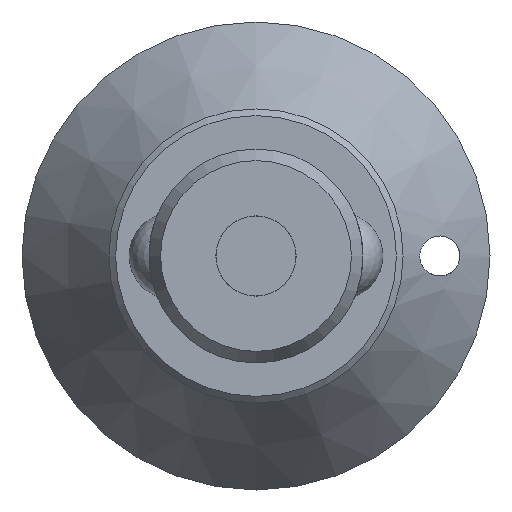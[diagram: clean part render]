
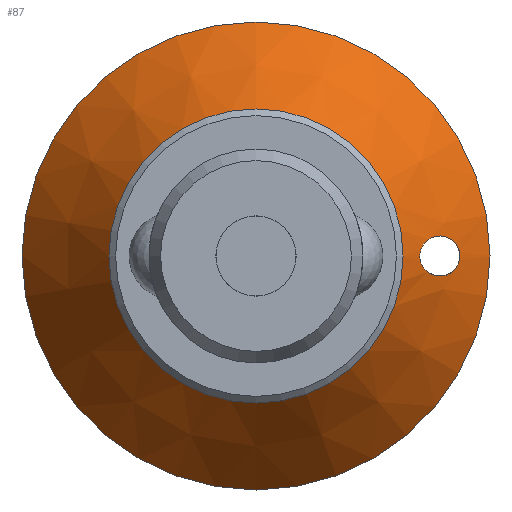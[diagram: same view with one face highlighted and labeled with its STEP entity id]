
A CAD part, front view. The second image highlights one B-rep face of the part: STEP entity #87.
In plain terms, the highlighted conical face has half-angle 34.7 degrees and reference radius 17.5 mm.
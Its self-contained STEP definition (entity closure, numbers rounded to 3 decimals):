
#87 = ADVANCED_FACE( '', ( #199, #200, #201 ), #202, .T. );
#199 = FACE_BOUND( '', #376, .T. );
#200 = FACE_OUTER_BOUND( '', #377, .T. );
#201 = FACE_BOUND( '', #378, .T. );
#202 = CONICAL_SURFACE( '', #379, 17.5, 0.606 );
#376 = EDGE_LOOP( '', ( #542 ) );
#377 = EDGE_LOOP( '', ( #543 ) );
#378 = EDGE_LOOP( '', ( #544 ) );
#379 = AXIS2_PLACEMENT_3D( '', #545, #546, #547 );
#542 = ORIENTED_EDGE( '', *, *, #677, .T. );
#543 = ORIENTED_EDGE( '', *, *, #682, .F. );
#544 = ORIENTED_EDGE( '', *, *, #702, .T. );
#545 = CARTESIAN_POINT( '', ( 0., 36.387, 0. ) );
#546 = DIRECTION( '', ( 0., 1., 0. ) );
#547 = DIRECTION( '', ( 0., 0., 1. ) );
#677 = EDGE_CURVE( '', #761, #761, #762, .T. );
#682 = EDGE_CURVE( '', #769, #769, #770, .T. );
#702 = EDGE_CURVE( '', #799, #799, #800, .T. );
#761 = VERTEX_POINT( '', #937 );
#762 = CIRCLE( '', #938, 11. );
#769 = VERTEX_POINT( '', #1014 );
#770 = CIRCLE( '', #1015, 17.5 );
#799 = VERTEX_POINT( '', #1158 );
#800 = B_SPLINE_CURVE_WITH_KNOTS( '', 3, ( #1159, #1160, #1161, #1162, #1163, #1164, #1165, #1166, #1167, #1168, #1169, #1170, #1171, #1172, #1173, #1174, #1175, #1176, #1177, #1178, #1179, #1180, #1181, #1182, #1183, #1184, #1185, #1186, #1187, #1188, #1189, #1190, #1191, #1192, #1193, #1194, #1195, #1196, #1197, #1198, #1199, #1200, #1201, #1202, #1203, #1204, #1205, #1206, #1207, #1208 ), .UNSPECIFIED., .T., .F., ( 2, 2, 2, 2, 2, 2, 2, 2, 2, 2, 2, 2, 2, 2, 2, 2, 2, 2, 2, 2, 2, 2, 2, 2, 2, 2, 2 ), ( 0., 0., 0., 0.001, 0.001, 0.001, 0.002, 0.002, 0.002, 0.003, 0.004, 0.005, 0.006, 0.006, 0.007, 0.007, 0.007, 0.008, 0.008, 0.009, 0.01, 0.011, 0.012, 0.012, 0.013, 0.013, 0.014 ), .UNSPECIFIED. );
#937 = CARTESIAN_POINT( '', ( 0., 27., 11. ) );
#938 = AXIS2_PLACEMENT_3D( '', #1503, #1504, #1505 );
#1014 = CARTESIAN_POINT( '', ( 0., 36.387, 17.5 ) );
#1015 = AXIS2_PLACEMENT_3D( '', #1509, #1510, #1511 );
#1158 = CARTESIAN_POINT( '', ( 12.46, 29.143, -0.766 ) );
#1159 = CARTESIAN_POINT( '', ( 12.515, 29.231, -0.859 ) );
#1160 = CARTESIAN_POINT( '', ( 12.405, 29.055, -0.672 ) );
#1161 = CARTESIAN_POINT( '', ( 12.356, 28.976, -0.567 ) );
#1162 = CARTESIAN_POINT( '', ( 12.3, 28.886, -0.388 ) );
#1163 = CARTESIAN_POINT( '', ( 12.284, 28.861, -0.325 ) );
#1164 = CARTESIAN_POINT( '', ( 12.261, 28.823, -0.194 ) );
#1165 = CARTESIAN_POINT( '', ( 12.254, 28.811, -0.124 ) );
#1166 = CARTESIAN_POINT( '', ( 12.246, 28.799, 0.083 ) );
#1167 = CARTESIAN_POINT( '', ( 12.261, 28.823, 0.223 ) );
#1168 = CARTESIAN_POINT( '', ( 12.322, 28.922, 0.478 ) );
#1169 = CARTESIAN_POINT( '', ( 12.366, 28.993, 0.59 ) );
#1170 = CARTESIAN_POINT( '', ( 12.469, 29.157, 0.789 ) );
#1171 = CARTESIAN_POINT( '', ( 12.527, 29.249, 0.874 ) );
#1172 = CARTESIAN_POINT( '', ( 12.651, 29.444, 1.026 ) );
#1173 = CARTESIAN_POINT( '', ( 12.717, 29.547, 1.091 ) );
#1174 = CARTESIAN_POINT( '', ( 12.921, 29.862, 1.262 ) );
#1175 = CARTESIAN_POINT( '', ( 13.066, 30.083, 1.344 ) );
#1176 = CARTESIAN_POINT( '', ( 13.366, 30.532, 1.459 ) );
#1177 = CARTESIAN_POINT( '', ( 13.519, 30.756, 1.49 ) );
#1178 = CARTESIAN_POINT( '', ( 13.83, 31.205, 1.506 ) );
#1179 = CARTESIAN_POINT( '', ( 13.99, 31.432, 1.49 ) );
#1180 = CARTESIAN_POINT( '', ( 14.306, 31.874, 1.403 ) );
#1181 = CARTESIAN_POINT( '', ( 14.463, 32.089, 1.333 ) );
#1182 = CARTESIAN_POINT( '', ( 14.691, 32.397, 1.172 ) );
#1183 = CARTESIAN_POINT( '', ( 14.764, 32.496, 1.11 ) );
#1184 = CARTESIAN_POINT( '', ( 14.904, 32.683, 0.963 ) );
#1185 = CARTESIAN_POINT( '', ( 14.971, 32.772, 0.878 ) );
#1186 = CARTESIAN_POINT( '', ( 15.09, 32.929, 0.684 ) );
#1187 = CARTESIAN_POINT( '', ( 15.142, 32.997, 0.573 ) );
#1188 = CARTESIAN_POINT( '', ( 15.22, 33.098, 0.327 ) );
#1189 = CARTESIAN_POINT( '', ( 15.244, 33.13, 0.19 ) );
#1190 = CARTESIAN_POINT( '', ( 15.254, 33.143, -0.085 ) );
#1191 = CARTESIAN_POINT( '', ( 15.239, 33.123, -0.225 ) );
#1192 = CARTESIAN_POINT( '', ( 15.176, 33.042, -0.483 ) );
#1193 = CARTESIAN_POINT( '', ( 15.13, 32.981, -0.6 ) );
#1194 = CARTESIAN_POINT( '', ( 14.964, 32.762, -0.913 ) );
#1195 = CARTESIAN_POINT( '', ( 14.821, 32.573, -1.067 ) );
#1196 = CARTESIAN_POINT( '', ( 14.523, 32.171, -1.299 ) );
#1197 = CARTESIAN_POINT( '', ( 14.368, 31.959, -1.377 ) );
#1198 = CARTESIAN_POINT( '', ( 14.051, 31.518, -1.479 ) );
#1199 = CARTESIAN_POINT( '', ( 13.893, 31.294, -1.501 ) );
#1200 = CARTESIAN_POINT( '', ( 13.581, 30.846, -1.499 ) );
#1201 = CARTESIAN_POINT( '', ( 13.426, 30.62, -1.473 ) );
#1202 = CARTESIAN_POINT( '', ( 13.124, 30.17, -1.372 ) );
#1203 = CARTESIAN_POINT( '', ( 12.978, 29.95, -1.298 ) );
#1204 = CARTESIAN_POINT( '', ( 12.771, 29.631, -1.14 ) );
#1205 = CARTESIAN_POINT( '', ( 12.703, 29.525, -1.078 ) );
#1206 = CARTESIAN_POINT( '', ( 12.575, 29.325, -0.938 ) );
#1207 = CARTESIAN_POINT( '', ( 12.515, 29.231, -0.859 ) );
#1208 = CARTESIAN_POINT( '', ( 12.405, 29.055, -0.672 ) );
#1503 = CARTESIAN_POINT( '', ( 0., 27., 0. ) );
#1504 = DIRECTION( '', ( 0., 1., 0. ) );
#1505 = DIRECTION( '', ( 0., 0., 1. ) );
#1509 = CARTESIAN_POINT( '', ( 0., 36.387, 0. ) );
#1510 = DIRECTION( '', ( 0., 1., 0. ) );
#1511 = DIRECTION( '', ( 0., 0., 1. ) );
